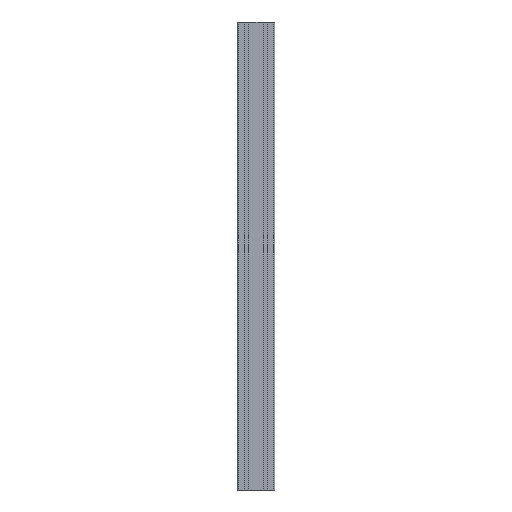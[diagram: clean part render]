
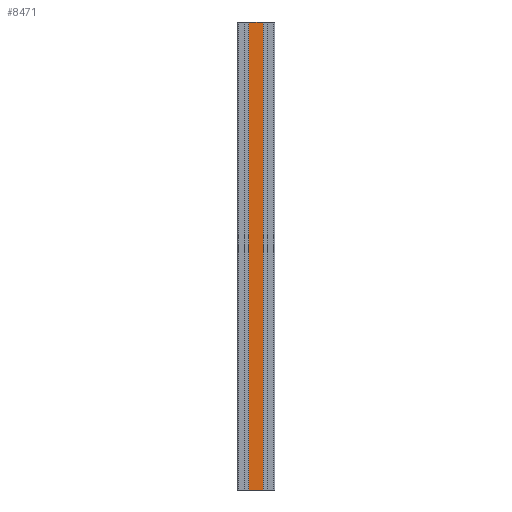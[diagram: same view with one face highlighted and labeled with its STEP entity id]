
A CAD part, left-side view. The second image highlights one B-rep face of the part: STEP entity #8471.
In plain terms, the highlighted planar face has unit normal (-1, 0, 0).
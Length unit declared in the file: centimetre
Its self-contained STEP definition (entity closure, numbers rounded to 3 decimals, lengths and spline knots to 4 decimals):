
#444=VERTEX_POINT('',#11869);
#445=VERTEX_POINT('',#11871);
#446=VERTEX_POINT('',#11875);
#447=VERTEX_POINT('',#11877);
#1344=VECTOR('',#9677,1.);
#1346=VECTOR('',#9680,1.);
#1347=VECTOR('',#9681,1.);
#1348=VECTOR('',#9682,1.);
#2432=LINE('',#11870,#1344);
#2434=LINE('',#11874,#1346);
#2435=LINE('',#11876,#1347);
#2436=LINE('',#11878,#1348);
#3528=EDGE_CURVE('',#445,#444,#2432,.T.);
#3530=EDGE_CURVE('',#444,#446,#2434,.T.);
#3531=EDGE_CURVE('',#447,#446,#2435,.T.);
#3532=EDGE_CURVE('',#447,#445,#2436,.T.);
#4886=ORIENTED_EDGE('',*,*,#3530,.T.);
#4887=ORIENTED_EDGE('',*,*,#3531,.F.);
#4888=ORIENTED_EDGE('',*,*,#3532,.T.);
#4889=ORIENTED_EDGE('',*,*,#3528,.T.);
#7535=EDGE_LOOP('',(#4886,#4887,#4888,#4889));
#8003=FACE_BOUND('',#7535,.T.);
#8471=ADVANCED_FACE('',(#8003),#14491,.T.);
#8929=AXIS2_PLACEMENT_3D('',#11873,#9679,$);
#9677=DIRECTION('',(0.,0.,1.));
#9679=DIRECTION('',(-1.,0.,0.));
#9680=DIRECTION('',(0.,1.,0.));
#9681=DIRECTION('',(0.,0.,1.));
#9682=DIRECTION('',(0.,-1.,0.));
#11869=CARTESIAN_POINT('',(-4.,-1.59,100.));
#11870=CARTESIAN_POINT('',(-4.,-1.59,0.));
#11871=CARTESIAN_POINT('',(-4.,-1.59,0.));
#11873=CARTESIAN_POINT('',(-4.,0.,0.));
#11874=CARTESIAN_POINT('',(-4.,1.59,100.));
#11875=CARTESIAN_POINT('',(-4.,1.59,100.));
#11876=CARTESIAN_POINT('',(-4.,1.59,0.));
#11877=CARTESIAN_POINT('',(-4.,1.59,0.));
#11878=CARTESIAN_POINT('',(-4.,1.59,0.));
#14491=PLANE('',#8929);
